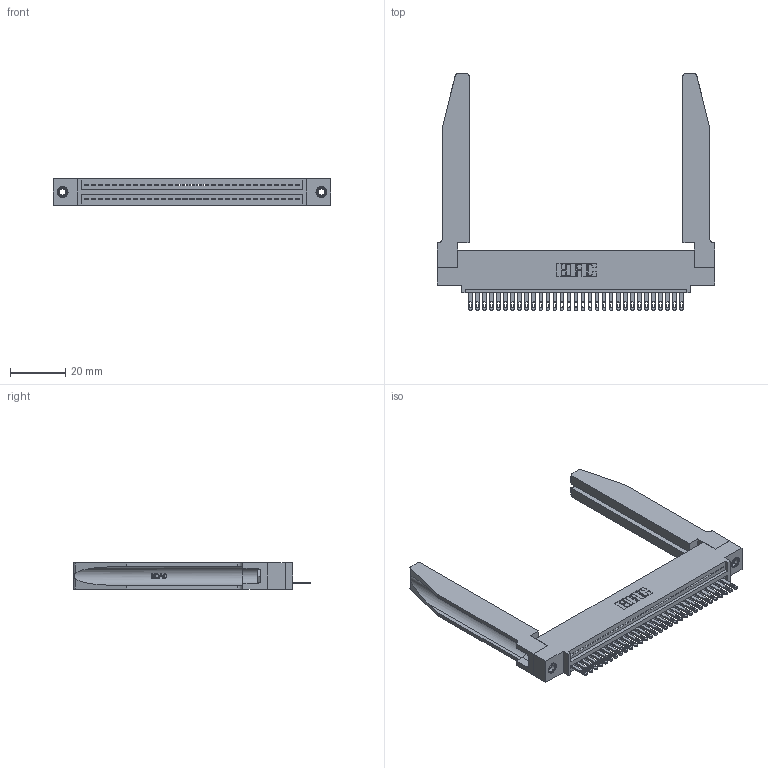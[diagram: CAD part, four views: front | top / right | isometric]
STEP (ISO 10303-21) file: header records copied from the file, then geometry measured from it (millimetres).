
FILE_DESCRIPTION (( 'STEP AP203' ), '1' );
FILE_NAME ('345-031-500-478.STEP', '2019-10-07T11:00:21', ( '' ), ( '' ), 'SwSTEP 2.0', 'SolidWorks 2016', '' );
FILE_SCHEMA (( 'CONFIG_CONTROL_DESIGN' ));
Length unit declared in the file: inch
Products named in the file (5): 345-250-001_345-250-001-102; 345 Part_0.110 Offset - 0.156 Dia-TH; 345-031-500-478; 345-292-001_345-293-100; 345-220-078_345-220-078
Assembly tree (36 placements, depth 2):
  345-031-500-478
    345 Part_0.110 Offset - 0.156 Dia-TH
    345-292-001_345-293-100  x31
    345-250-001_345-250-001-102  x2
    345-220-078_345-220-078  x2
Bounding box: 99.97 x 85.27 x 9.4 mm (x, y, z)
Volume: 17121.9 mm3; surface area: 19274.7 mm2
Topology: 36 solids, 36 shells, 2038 faces, 6169 edges, 4102 vertices
Faces by surface type: plane 1280, cylinder 706, bspline 36, cone 12, torus 4
Entity records: 29614 total; most frequent: CARTESIAN_POINT 6028, ORIENTED_EDGE 4890, DIRECTION 4289, EDGE_CURVE 2445, LINE 2091, VECTOR 2091, VERTEX_POINT 1624, AXIS2_PLACEMENT_3D 1099
